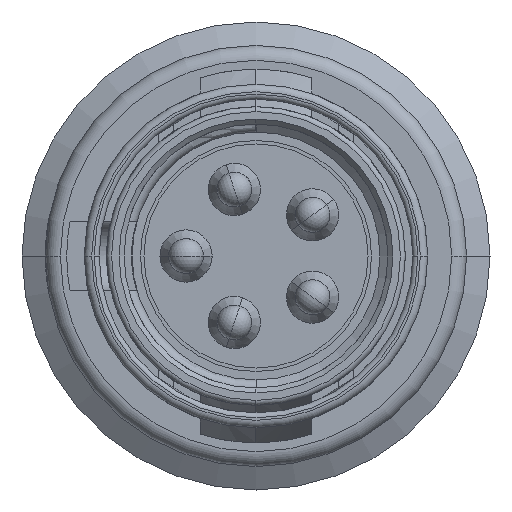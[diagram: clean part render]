
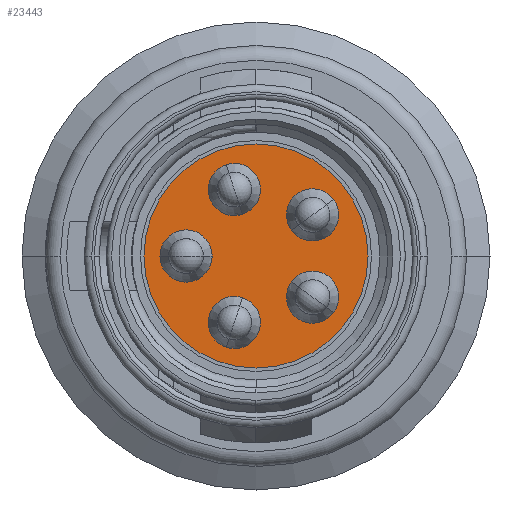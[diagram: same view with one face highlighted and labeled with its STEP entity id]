
A CAD part, left-side view. The second image highlights one B-rep face of the part: STEP entity #23443.
In plain terms, the highlighted face is planar.
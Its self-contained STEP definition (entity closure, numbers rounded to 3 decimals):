
#432 = AXIS2_PLACEMENT_3D ( 'NONE', #6370, #23380, #20094 ) ;
#1623 = CARTESIAN_POINT ( 'NONE',  ( 0., 0., -2.25 ) ) ;
#2023 = DIRECTION ( 'NONE',  ( 0., -1., 0. ) ) ;
#3020 = DIRECTION ( 'NONE',  ( 0., 0., -1. ) ) ;
#6370 = CARTESIAN_POINT ( 'NONE',  ( 0., 0., 0. ) ) ;
#8668 = VERTEX_POINT ( 'NONE', #28656 ) ;
#8835 = CIRCLE ( 'NONE', #28438, 2.25 ) ;
#11109 = DIRECTION ( 'NONE',  ( 0., -1., 0. ) ) ;
#14965 = VERTEX_POINT ( 'NONE', #1623 ) ;
#18379 = AXIS2_PLACEMENT_3D ( 'NONE', #24963, #11109, #3020 ) ;
#19750 = EDGE_CURVE ( 'NONE', #8668, #14965, #32712, .T. ) ;
#20094 = DIRECTION ( 'NONE',  ( 0., 0., -1. ) ) ;
#22282 = EDGE_CURVE ( 'NONE', #14965, #8668, #8835, .T. ) ;
#23380 = DIRECTION ( 'NONE',  ( 0., -1., 0. ) ) ;
#23443 = ADVANCED_FACE ( 'NONE', ( #34702 ), #31548, .T. ) ;
#24222 = DIRECTION ( 'NONE',  ( 0., 0., -1. ) ) ;
#24342 = CARTESIAN_POINT ( 'NONE',  ( 0., 0., 0. ) ) ;
#24963 = CARTESIAN_POINT ( 'NONE',  ( 0., 0., 0. ) ) ;
#28438 = AXIS2_PLACEMENT_3D ( 'NONE', #24342, #2023, #24222 ) ;
#28656 = CARTESIAN_POINT ( 'NONE',  ( 0., 0., 2.25 ) ) ;
#31548 = PLANE ( 'NONE',  #432 ) ;
#31805 = ORIENTED_EDGE ( 'NONE', *, *, #22282, .T. ) ;
#32558 = ORIENTED_EDGE ( 'NONE', *, *, #19750, .T. ) ;
#32712 = CIRCLE ( 'NONE', #18379, 2.25 ) ;
#34308 = EDGE_LOOP ( 'NONE', ( #31805, #32558 ) ) ;
#34702 = FACE_OUTER_BOUND ( 'NONE', #34308, .T. ) ;
